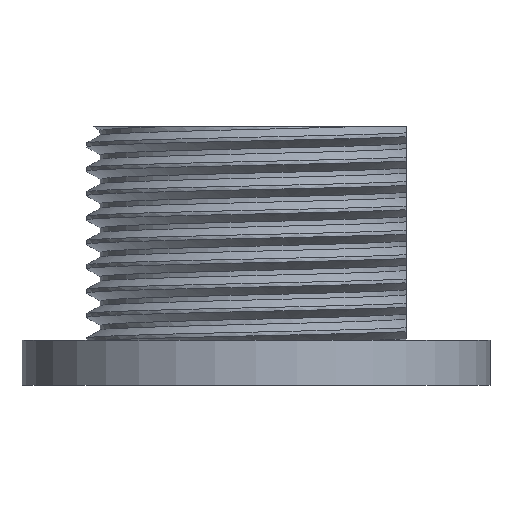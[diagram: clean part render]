
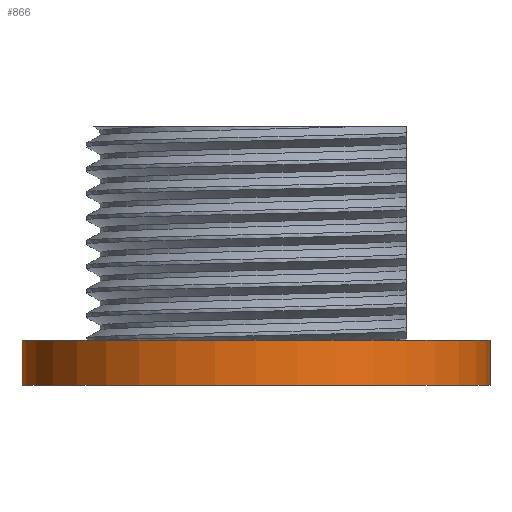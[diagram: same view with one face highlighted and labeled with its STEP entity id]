
A CAD part, front view. The second image highlights one B-rep face of the part: STEP entity #866.
In plain terms, the highlighted cylindrical face has radius 8.712 mm (diameter 17.424 mm), a full revolution.
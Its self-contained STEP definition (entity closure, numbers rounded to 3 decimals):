
#88=FACE_OUTER_BOUND('',#137,.T.);
#137=EDGE_LOOP('',(#792,#793,#794,#795));
#143=CIRCLE('',#896,8.712);
#148=CIRCLE('',#916,8.712);
#271=LINE('',#4163,#314);
#314=VECTOR('',#1030,8.712);
#397=VERTEX_POINT('',#4113);
#402=VERTEX_POINT('',#4162);
#504=EDGE_CURVE('',#397,#397,#143,.T.);
#533=EDGE_CURVE('',#397,#402,#271,.T.);
#534=EDGE_CURVE('',#402,#402,#148,.T.);
#792=ORIENTED_EDGE('',*,*,#504,.T.);
#793=ORIENTED_EDGE('',*,*,#533,.T.);
#794=ORIENTED_EDGE('',*,*,#534,.T.);
#795=ORIENTED_EDGE('',*,*,#533,.F.);
#820=CYLINDRICAL_SURFACE('',#915,8.712);
#866=ADVANCED_FACE('',(#88),#820,.T.);
#896=AXIS2_PLACEMENT_3D('',#4114,#966,#967);
#915=AXIS2_PLACEMENT_3D('',#4161,#1028,#1029);
#916=AXIS2_PLACEMENT_3D('',#4164,#1031,#1032);
#966=DIRECTION('center_axis',(0.,0.,-1.));
#967=DIRECTION('ref_axis',(1.,0.,0.));
#1028=DIRECTION('center_axis',(0.,0.,1.));
#1029=DIRECTION('ref_axis',(1.,0.,0.));
#1030=DIRECTION('',(0.,0.,-1.));
#1031=DIRECTION('center_axis',(0.,0.,1.));
#1032=DIRECTION('ref_axis',(1.,0.,0.));
#4113=CARTESIAN_POINT('',(-8.712,0.,1.683));
#4114=CARTESIAN_POINT('Origin',(0.,0.,1.683));
#4161=CARTESIAN_POINT('Origin',(0.,0.,0.));
#4162=CARTESIAN_POINT('',(-8.712,0.,0.));
#4163=CARTESIAN_POINT('',(-8.712,0.,0.));
#4164=CARTESIAN_POINT('Origin',(0.,0.,0.));
